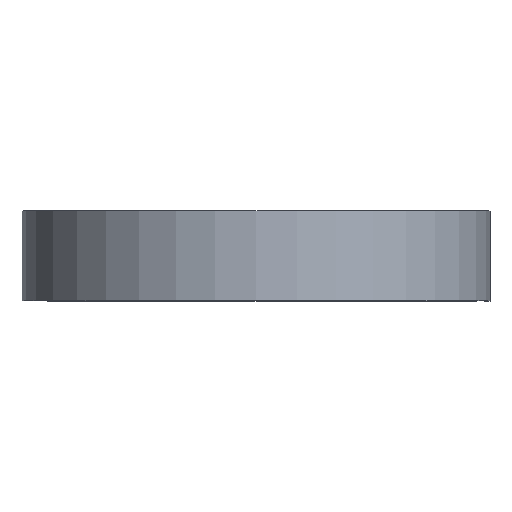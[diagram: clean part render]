
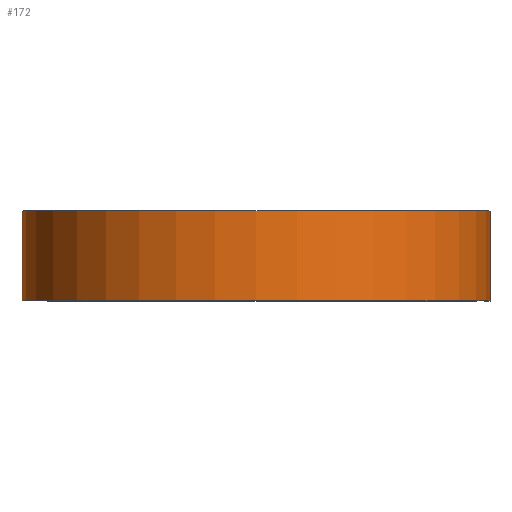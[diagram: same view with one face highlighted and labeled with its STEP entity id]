
A CAD part, top view. The second image highlights one B-rep face of the part: STEP entity #172.
In plain terms, the highlighted cylindrical face has radius 49.632 mm (diameter 99.263 mm), a partial arc.
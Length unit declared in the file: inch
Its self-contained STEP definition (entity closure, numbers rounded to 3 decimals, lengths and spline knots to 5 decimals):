
#8 = VECTOR ( 'NONE', #154, 39.37008 ) ;
#13 = LINE ( 'NONE', #132, #8 ) ;
#97 = EDGE_CURVE ( 'NONE', #362, #430, #211, .T. ) ;
#132 = CARTESIAN_POINT ( 'NONE',  ( 1.954, 0.375, 0. ) ) ;
#136 = AXIS2_PLACEMENT_3D ( 'NONE', #355, #364, #426 ) ;
#137 = DIRECTION ( 'NONE',  ( 0., -1., 0. ) ) ;
#154 = DIRECTION ( 'NONE',  ( 0., -1., 0. ) ) ;
#159 = EDGE_CURVE ( 'NONE', #449, #353, #199, .T. ) ;
#172 = ADVANCED_FACE ( 'NONE', ( #202 ), #189, .T. ) ;
#178 = VECTOR ( 'NONE', #213, 39.37008 ) ;
#189 = CYLINDRICAL_SURFACE ( 'NONE', #290, 1.954 ) ;
#191 = LINE ( 'NONE', #735, #178 ) ;
#199 = CIRCLE ( 'NONE', #136, 1.954 ) ;
#202 = FACE_OUTER_BOUND ( 'NONE', #302, .T. ) ;
#211 = CIRCLE ( 'NONE', #701, 1.954 ) ;
#213 = DIRECTION ( 'NONE',  ( 0., -1., 0. ) ) ;
#224 = EDGE_CURVE ( 'NONE', #362, #449, #191, .T. ) ;
#288 = CARTESIAN_POINT ( 'NONE',  ( 0., 0.375, 0. ) ) ;
#290 = AXIS2_PLACEMENT_3D ( 'NONE', #288, #137, #291 ) ;
#291 = DIRECTION ( 'NONE',  ( 0., 0., -1. ) ) ;
#298 = ORIENTED_EDGE ( 'NONE', *, *, #97, .F. ) ;
#302 = EDGE_LOOP ( 'NONE', ( #469, #380, #298, #500 ) ) ;
#353 = VERTEX_POINT ( 'NONE', #661 ) ;
#355 = CARTESIAN_POINT ( 'NONE',  ( 0., -0.375, 0. ) ) ;
#362 = VERTEX_POINT ( 'NONE', #700 ) ;
#364 = DIRECTION ( 'NONE',  ( 0., 1., 0. ) ) ;
#380 = ORIENTED_EDGE ( 'NONE', *, *, #675, .F. ) ;
#384 = CARTESIAN_POINT ( 'NONE',  ( 0., 0.375, 0. ) ) ;
#386 = DIRECTION ( 'NONE',  ( 0., 1., 0. ) ) ;
#409 = CARTESIAN_POINT ( 'NONE',  ( 0., -0.375, -1.954 ) ) ;
#423 = DIRECTION ( 'NONE',  ( 1., 0., 0. ) ) ;
#426 = DIRECTION ( 'NONE',  ( 1., 0., 0. ) ) ;
#430 = VERTEX_POINT ( 'NONE', #520 ) ;
#449 = VERTEX_POINT ( 'NONE', #409 ) ;
#469 = ORIENTED_EDGE ( 'NONE', *, *, #159, .T. ) ;
#500 = ORIENTED_EDGE ( 'NONE', *, *, #224, .T. ) ;
#520 = CARTESIAN_POINT ( 'NONE',  ( 1.954, 0.375, 0. ) ) ;
#661 = CARTESIAN_POINT ( 'NONE',  ( 1.954, -0.375, 0. ) ) ;
#675 = EDGE_CURVE ( 'NONE', #430, #353, #13, .T. ) ;
#700 = CARTESIAN_POINT ( 'NONE',  ( 0., 0.375, -1.954 ) ) ;
#701 = AXIS2_PLACEMENT_3D ( 'NONE', #384, #386, #423 ) ;
#735 = CARTESIAN_POINT ( 'NONE',  ( 0., 0.375, -1.954 ) ) ;
